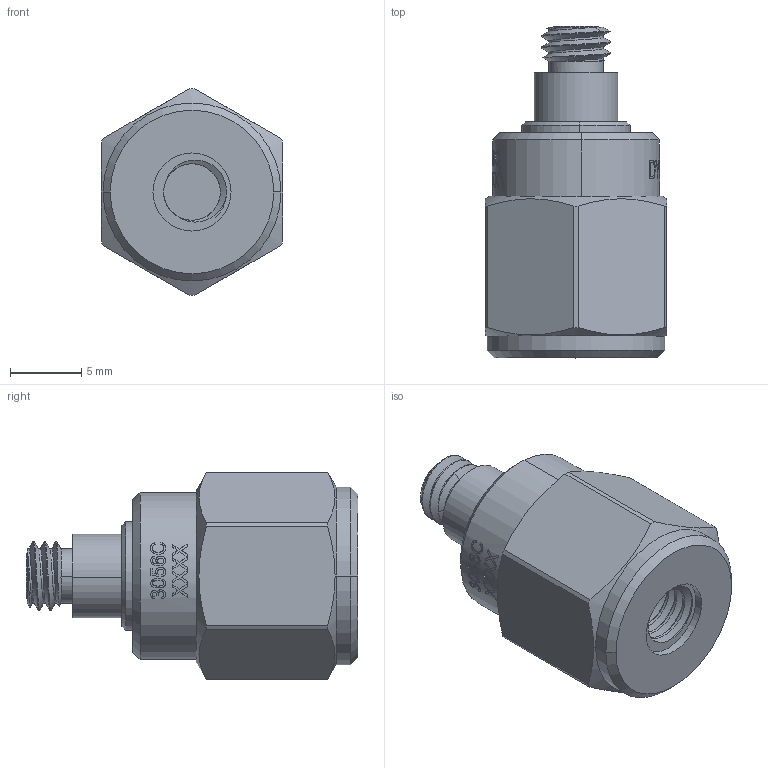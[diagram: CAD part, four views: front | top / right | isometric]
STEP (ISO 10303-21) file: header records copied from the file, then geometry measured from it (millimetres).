
FILE_DESCRIPTION (( 'STEP AP214' ), '1' );
FILE_NAME ('3056C.STEP', '2018-03-28T23:38:41', ( 'Dytran' ), ( '' ), 'SwSTEP 2.0', 'SolidWorks 2016', '' );
FILE_SCHEMA (( 'AUTOMOTIVE_DESIGN' ));
Length unit declared in the file: inch
Products named in the file (1): 3056C
Bounding box: 12.7 x 23.21 x 14.48 mm (x, y, z)
Volume: 2090.8 mm3; surface area: 1272.1 mm2
Topology: 2 solids, 2 shells, 360 faces, 939 edges, 616 vertices
Faces by surface type: bspline 154, plane 101, cylinder 75, cone 30
Entity records: 23414 total; most frequent: CARTESIAN_POINT 11264, ORIENTED_EDGE 1878, DIRECTION 997, EDGE_CURVE 939, VERTEX_POINT 616, B_SPLINE_CURVE_WITH_KNOTS 540, AXIS2_PLACEMENT_3D 425, EDGE_LOOP 395
